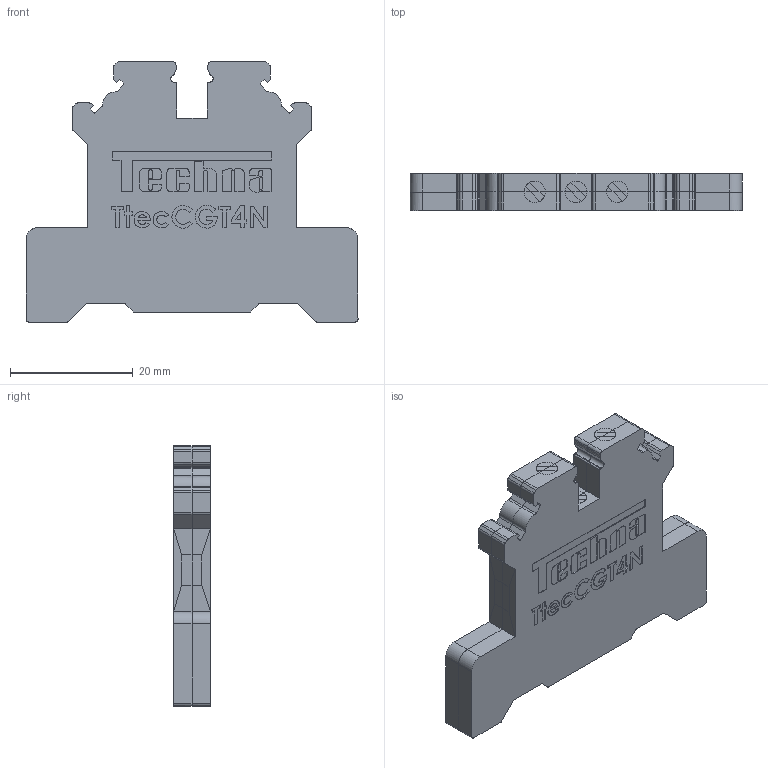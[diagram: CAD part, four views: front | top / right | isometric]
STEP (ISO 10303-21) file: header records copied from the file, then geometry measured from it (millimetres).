
FILE_DESCRIPTION (( 'STEP AP214' ), '1' );
FILE_NAME ('TtecCGT4N.STEP', '2020-06-18T07:31:43', ( '' ), ( '' ), 'SwSTEP 2.0', 'SolidWorks 2020', '' );
FILE_SCHEMA (( 'AUTOMOTIVE_DESIGN' ));
Length unit declared in the file: millimetre
Products named in the file (1): TtecCGT4N
Bounding box: 54.2 x 6 x 42.5 mm (x, y, z)
Volume: 9514.3 mm3; surface area: 7792.4 mm2
Topology: 2 solids, 2 shells, 763 faces, 2143 edges, 1422 vertices
Faces by surface type: plane 468, cylinder 225, bspline 70
Entity records: 34181 total; most frequent: CARTESIAN_POINT 9303, ORIENTED_EDGE 4286, DIRECTION 3649, EDGE_CURVE 2143, LINE 1529, VECTOR 1529, VERTEX_POINT 1422, AXIS2_PLACEMENT_3D 1060
